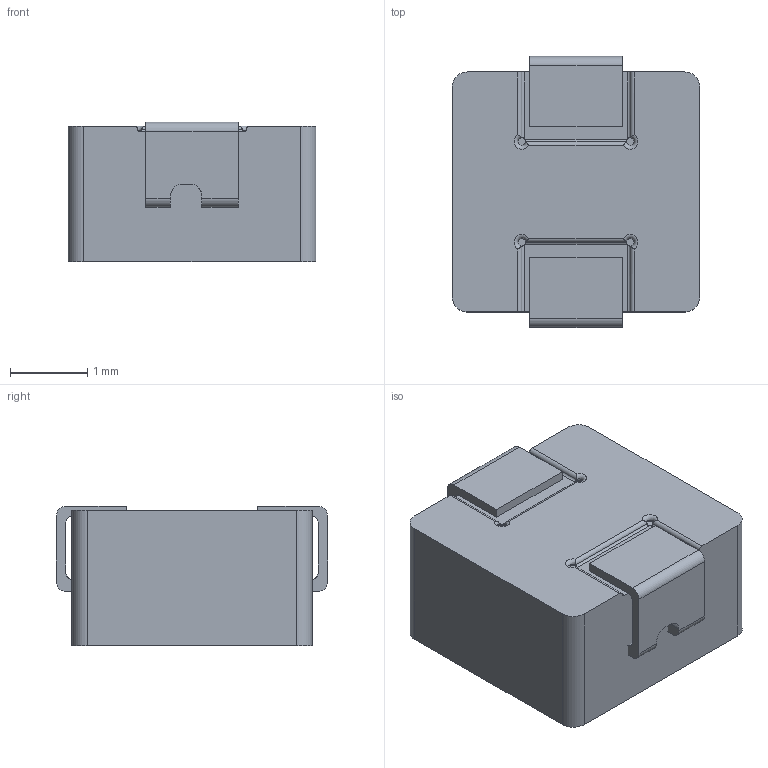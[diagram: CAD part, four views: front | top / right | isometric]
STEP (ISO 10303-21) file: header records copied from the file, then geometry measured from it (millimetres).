
FILE_DESCRIPTION(/* description */ (''),/* implementation_level */ '2;1');
FILE_NAME(/* name */ 'TMHC0302.stp',/* time_stamp */ '2019-08-21T18:55:32+08:00',/* author */ (''),/* organization */ (''),/* preprocessor_version */ 'ST-DEVELOPER v16.7',/* originating_system */ 'SIEMENS PLM Software NX 12.0',/* authorisation */ '');
FILE_SCHEMA (('AUTOMOTIVE_DESIGN { 1 0 10303 214 3 1 1 1 }'));
Length unit declared in the file: millimetre
Products named in the file (1): TMHC0302
Bounding box: 3.2 x 3.5 x 1.8 mm (x, y, z)
Volume: 19.3 mm3; surface area: 86.1 mm2
Topology: 9 solids, 9 shells, 186 faces, 439 edges, 269 vertices
Faces by surface type: torus 68, cylinder 64, plane 54
Full cylindrical faces by diameter (mm): 0.2 x4
Entity records: 5314 total; most frequent: CARTESIAN_POINT 1162, DIRECTION 894, ORIENTED_EDGE 740, EDGE_CURVE 370, AXIS2_PLACEMENT_3D 365, VERTEX_POINT 269, EDGE_LOOP 253, ADVANCED_FACE 186
